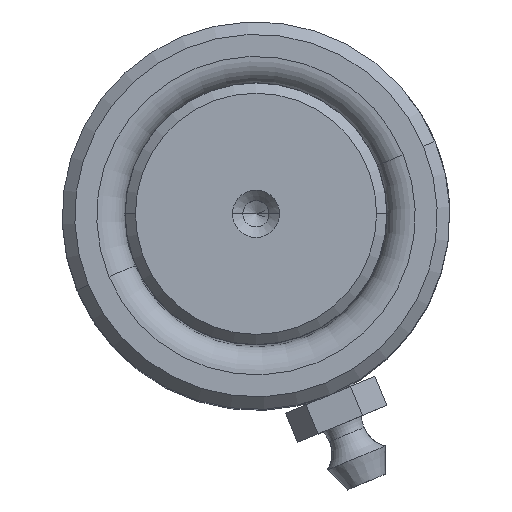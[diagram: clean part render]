
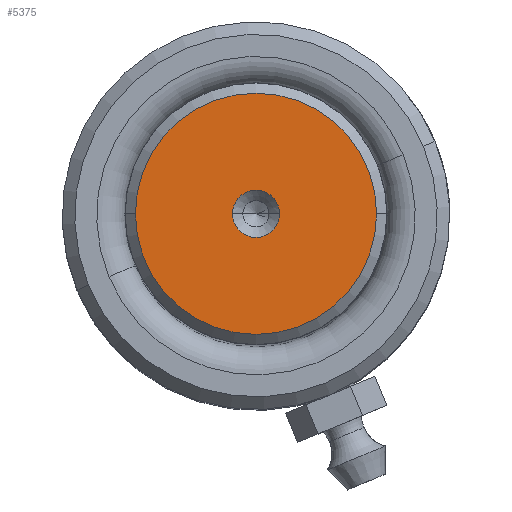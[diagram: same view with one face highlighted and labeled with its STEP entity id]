
A CAD part, top view. The second image highlights one B-rep face of the part: STEP entity #5375.
In plain terms, the highlighted planar face has unit normal (0, 0, 1).
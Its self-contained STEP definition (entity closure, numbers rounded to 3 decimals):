
#76 = DIRECTION ( 'NONE',  ( 1., 0., 0. ) ) ;
#134 = CARTESIAN_POINT ( 'NONE',  ( 0., 0., 160. ) ) ;
#502 = CARTESIAN_POINT ( 'NONE',  ( 0., 0., 160. ) ) ;
#1015 = DIRECTION ( 'NONE',  ( 1., 0., 0. ) ) ;
#1119 = CARTESIAN_POINT ( 'NONE',  ( -2.25, 0., 160. ) ) ;
#1324 = DIRECTION ( 'NONE',  ( 0., 0., 1. ) ) ;
#1336 = EDGE_CURVE ( 'NONE', #1635, #3045, #4359, .T. ) ;
#1375 = EDGE_CURVE ( 'NONE', #3045, #1635, #2938, .T. ) ;
#1631 = DIRECTION ( 'NONE',  ( 1., 0., 0. ) ) ;
#1635 = VERTEX_POINT ( 'NONE', #5714 ) ;
#1737 = CARTESIAN_POINT ( 'NONE',  ( 0., 0., 160. ) ) ;
#1970 = AXIS2_PLACEMENT_3D ( 'NONE', #134, #4123, #5279 ) ;
#2126 = EDGE_LOOP ( 'NONE', ( #3956, #3663 ) ) ;
#2146 = CARTESIAN_POINT ( 'NONE',  ( 0., 0., 160. ) ) ;
#2310 = EDGE_LOOP ( 'NONE', ( #6077, #5492 ) ) ;
#2466 = FACE_OUTER_BOUND ( 'NONE', #2126, .T. ) ;
#2832 = CIRCLE ( 'NONE', #1970, 2.25 ) ;
#2912 = FACE_BOUND ( 'NONE', #2310, .T. ) ;
#2938 = CIRCLE ( 'NONE', #4365, 11.509 ) ;
#3045 = VERTEX_POINT ( 'NONE', #4330 ) ;
#3392 = PLANE ( 'NONE',  #6164 ) ;
#3663 = ORIENTED_EDGE ( 'NONE', *, *, #1375, .T. ) ;
#3804 = VERTEX_POINT ( 'NONE', #6494 ) ;
#3956 = ORIENTED_EDGE ( 'NONE', *, *, #1336, .T. ) ;
#4123 = DIRECTION ( 'NONE',  ( 0., 0., 1. ) ) ;
#4330 = CARTESIAN_POINT ( 'NONE',  ( 11.509, 0., 160. ) ) ;
#4359 = CIRCLE ( 'NONE', #6606, 11.509 ) ;
#4365 = AXIS2_PLACEMENT_3D ( 'NONE', #1737, #6867, #76 ) ;
#4614 = CIRCLE ( 'NONE', #6479, 2.25 ) ;
#4668 = EDGE_CURVE ( 'NONE', #3804, #5134, #4614, .T. ) ;
#5134 = VERTEX_POINT ( 'NONE', #1119 ) ;
#5279 = DIRECTION ( 'NONE',  ( 1., 0., 0. ) ) ;
#5324 = DIRECTION ( 'NONE',  ( 1., 0., 0. ) ) ;
#5375 = ADVANCED_FACE ( 'NONE', ( #2912, #2466 ), #3392, .T. ) ;
#5492 = ORIENTED_EDGE ( 'NONE', *, *, #7321, .F. ) ;
#5595 = DIRECTION ( 'NONE',  ( 0., 0., 1. ) ) ;
#5714 = CARTESIAN_POINT ( 'NONE',  ( -11.509, 0., 160. ) ) ;
#5832 = CARTESIAN_POINT ( 'NONE',  ( 0., 0., 160. ) ) ;
#6077 = ORIENTED_EDGE ( 'NONE', *, *, #4668, .F. ) ;
#6164 = AXIS2_PLACEMENT_3D ( 'NONE', #2146, #6676, #1631 ) ;
#6479 = AXIS2_PLACEMENT_3D ( 'NONE', #502, #5595, #1015 ) ;
#6494 = CARTESIAN_POINT ( 'NONE',  ( 2.25, 0., 160. ) ) ;
#6606 = AXIS2_PLACEMENT_3D ( 'NONE', #5832, #1324, #5324 ) ;
#6676 = DIRECTION ( 'NONE',  ( 0., 0., 1. ) ) ;
#6867 = DIRECTION ( 'NONE',  ( 0., 0., 1. ) ) ;
#7321 = EDGE_CURVE ( 'NONE', #5134, #3804, #2832, .T. ) ;
